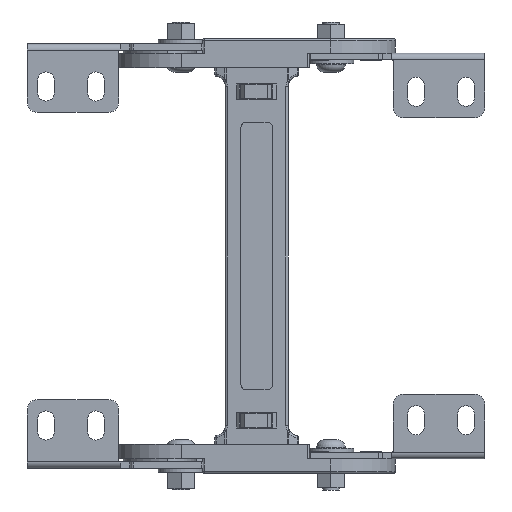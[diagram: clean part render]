
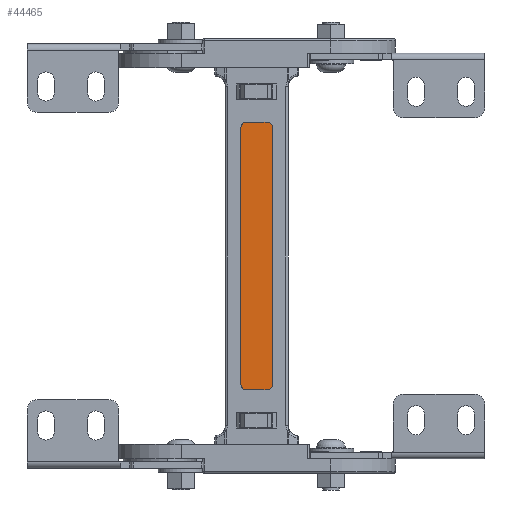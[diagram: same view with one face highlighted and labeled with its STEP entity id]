
A CAD part, front view. The second image highlights one B-rep face of the part: STEP entity #44465.
In plain terms, the highlighted planar face has unit normal (0, -1, 0).
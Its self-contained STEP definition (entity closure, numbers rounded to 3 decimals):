
#81 = CIRCLE ( 'NONE', #13816, 2.515 ) ;
#1220 = LINE ( 'NONE', #43709, #5148 ) ;
#1336 = DIRECTION ( 'NONE',  ( 0., 0., -1. ) ) ;
#1643 = FACE_OUTER_BOUND ( 'NONE', #12754, .T. ) ;
#2155 = DIRECTION ( 'NONE',  ( 0., -1., 0. ) ) ;
#2365 = ORIENTED_EDGE ( 'NONE', *, *, #27648, .T. ) ;
#2891 = CARTESIAN_POINT ( 'NONE',  ( -66.655, -30.497, -145.809 ) ) ;
#2917 = DIRECTION ( 'NONE',  ( 0., 0., 1. ) ) ;
#3656 = VERTEX_POINT ( 'NONE', #32801 ) ;
#4687 = EDGE_CURVE ( 'NONE', #16224, #6956, #1220, .T. ) ;
#5011 = VERTEX_POINT ( 'NONE', #14458 ) ;
#5148 = VECTOR ( 'NONE', #32880, 1000. ) ;
#5723 = CIRCLE ( 'NONE', #28560, 2.515 ) ;
#5986 = VERTEX_POINT ( 'NONE', #8269 ) ;
#6382 = CARTESIAN_POINT ( 'NONE',  ( -66.655, -30.497, -22.151 ) ) ;
#6838 = DIRECTION ( 'NONE',  ( 0., 0., -1. ) ) ;
#6956 = VERTEX_POINT ( 'NONE', #22668 ) ;
#7081 = VERTEX_POINT ( 'NONE', #44771 ) ;
#7413 = CARTESIAN_POINT ( 'NONE',  ( -64.14, -30.497, -145.809 ) ) ;
#8269 = CARTESIAN_POINT ( 'NONE',  ( -79.23, -30.497, -145.809 ) ) ;
#8582 = CARTESIAN_POINT ( 'NONE',  ( -79.23, -30.497, -45.289 ) ) ;
#9293 = ORIENTED_EDGE ( 'NONE', *, *, #43587, .T. ) ;
#9297 = ORIENTED_EDGE ( 'NONE', *, *, #38148, .T. ) ;
#11420 = CARTESIAN_POINT ( 'NONE',  ( -76.715, -30.497, -145.809 ) ) ;
#12067 = AXIS2_PLACEMENT_3D ( 'NONE', #25797, #18433, #44023 ) ;
#12450 = CIRCLE ( 'NONE', #14779, 2.515 ) ;
#12754 = EDGE_LOOP ( 'NONE', ( #9297, #35064, #2365, #39568, #24913, #20390, #24939, #9293 ) ) ;
#13816 = AXIS2_PLACEMENT_3D ( 'NONE', #33198, #2155, #30498 ) ;
#14458 = CARTESIAN_POINT ( 'NONE',  ( -79.23, -30.497, -22.151 ) ) ;
#14779 = AXIS2_PLACEMENT_3D ( 'NONE', #6382, #24374, #2917 ) ;
#16224 = VERTEX_POINT ( 'NONE', #7413 ) ;
#18433 = DIRECTION ( 'NONE',  ( 0., 1., 0. ) ) ;
#20390 = ORIENTED_EDGE ( 'NONE', *, *, #26405, .T. ) ;
#21232 = LINE ( 'NONE', #26041, #33584 ) ;
#21774 = DIRECTION ( 'NONE',  ( 0., -1., 0. ) ) ;
#22629 = DIRECTION ( 'NONE',  ( 1., 0., 0. ) ) ;
#22668 = CARTESIAN_POINT ( 'NONE',  ( -64.14, -30.497, -22.151 ) ) ;
#24085 = CARTESIAN_POINT ( 'NONE',  ( -76.715, -30.497, -19.636 ) ) ;
#24342 = CIRCLE ( 'NONE', #38227, 2.515 ) ;
#24374 = DIRECTION ( 'NONE',  ( 0., -1., 0. ) ) ;
#24913 = ORIENTED_EDGE ( 'NONE', *, *, #4687, .T. ) ;
#24939 = ORIENTED_EDGE ( 'NONE', *, *, #27506, .T. ) ;
#25441 = LINE ( 'NONE', #8582, #40086 ) ;
#25481 = PLANE ( 'NONE',  #12067 ) ;
#25797 = CARTESIAN_POINT ( 'NONE',  ( -76.715, -30.497, -45.289 ) ) ;
#26041 = CARTESIAN_POINT ( 'NONE',  ( -76.715, -30.497, -148.324 ) ) ;
#26405 = EDGE_CURVE ( 'NONE', #6956, #3656, #12450, .T. ) ;
#27506 = EDGE_CURVE ( 'NONE', #3656, #43818, #41490, .T. ) ;
#27648 = EDGE_CURVE ( 'NONE', #45397, #7081, #21232, .T. ) ;
#28560 = AXIS2_PLACEMENT_3D ( 'NONE', #11420, #21774, #43569 ) ;
#30498 = DIRECTION ( 'NONE',  ( 0., 0., 1. ) ) ;
#32801 = CARTESIAN_POINT ( 'NONE',  ( -66.655, -30.497, -19.636 ) ) ;
#32880 = DIRECTION ( 'NONE',  ( 0., 0., 1. ) ) ;
#33198 = CARTESIAN_POINT ( 'NONE',  ( -76.715, -30.497, -22.151 ) ) ;
#33584 = VECTOR ( 'NONE', #22629, 1000. ) ;
#34259 = EDGE_CURVE ( 'NONE', #7081, #16224, #24342, .T. ) ;
#34705 = VECTOR ( 'NONE', #36278, 1000. ) ;
#35064 = ORIENTED_EDGE ( 'NONE', *, *, #42534, .T. ) ;
#36278 = DIRECTION ( 'NONE',  ( -1., 0., 0. ) ) ;
#37212 = CARTESIAN_POINT ( 'NONE',  ( -76.715, -30.497, -148.324 ) ) ;
#38148 = EDGE_CURVE ( 'NONE', #5011, #5986, #25441, .T. ) ;
#38227 = AXIS2_PLACEMENT_3D ( 'NONE', #2891, #42404, #6838 ) ;
#39568 = ORIENTED_EDGE ( 'NONE', *, *, #34259, .T. ) ;
#39767 = CARTESIAN_POINT ( 'NONE',  ( -76.715, -30.497, -19.636 ) ) ;
#40086 = VECTOR ( 'NONE', #1336, 1000. ) ;
#41490 = LINE ( 'NONE', #39767, #34705 ) ;
#42404 = DIRECTION ( 'NONE',  ( 0., -1., 0. ) ) ;
#42534 = EDGE_CURVE ( 'NONE', #5986, #45397, #5723, .T. ) ;
#43569 = DIRECTION ( 'NONE',  ( 0., 0., 1. ) ) ;
#43587 = EDGE_CURVE ( 'NONE', #43818, #5011, #81, .T. ) ;
#43709 = CARTESIAN_POINT ( 'NONE',  ( -64.14, -30.497, -45.289 ) ) ;
#43818 = VERTEX_POINT ( 'NONE', #24085 ) ;
#44023 = DIRECTION ( 'NONE',  ( 0., 0., 1. ) ) ;
#44465 = ADVANCED_FACE ( 'NONE', ( #1643 ), #25481, .F. ) ;
#44771 = CARTESIAN_POINT ( 'NONE',  ( -66.655, -30.497, -148.324 ) ) ;
#45397 = VERTEX_POINT ( 'NONE', #37212 ) ;
